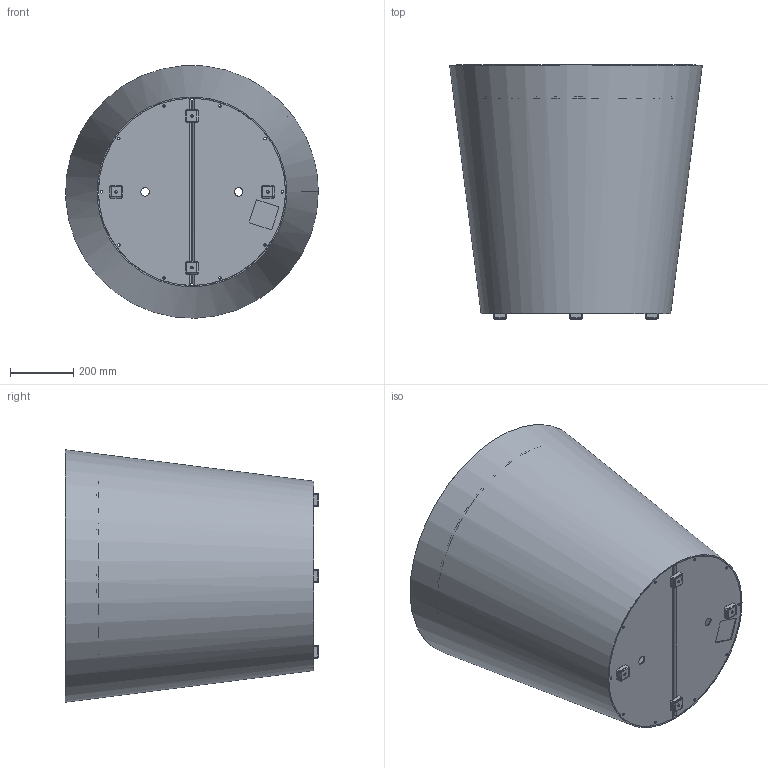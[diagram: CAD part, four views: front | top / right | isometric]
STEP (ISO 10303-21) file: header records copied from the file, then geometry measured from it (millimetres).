
FILE_DESCRIPTION (( 'STEP AP214' ), '1' );
FILE_NAME ('VAZA VSA2 Ø800x800.STEP', '2021-09-14T12:17:12', ( '' ), ( '' ), 'SwSTEP 2.0', 'SolidWorks 2021', '' );
FILE_SCHEMA (( 'AUTOMOTIVE_DESIGN' ));
Length unit declared in the file: millimetre
Products named in the file (8): VAZA VSA2 Bottom sinkhole; VAZA VSA2 Feet; VAZA VSA2 Lifting strip_Domyslna; VAZA VSA2 Reinforcement; VAZA VSA2 Bottom; VAZA VSA2  Ø800x800; VAZA VSA2 Sinkhole cover; VAZA VSA2 wall 4mm
Assembly tree (14 placements, depth 2):
  VAZA VSA2  Ø800x800
    VAZA VSA2 wall 4mm
    VAZA VSA2 Bottom sinkhole
    VAZA VSA2 Bottom
    VAZA VSA2 Feet  x4
    VAZA VSA2 Lifting strip_Domyslna  x4
    VAZA VSA2 Sinkhole cover
    VAZA VSA2 Reinforcement  x2
Bounding box: 799.51 x 803.51 x 798.78 mm (x, y, z)
Volume: 8850284.2 mm3; surface area: 4404539.5 mm2
Topology: 14 solids, 14 shells, 311 faces, 705 edges, 422 vertices
Faces by surface type: plane 145, cylinder 125, bspline 41
Entity records: 6121 total; most frequent: CARTESIAN_POINT 2436, DIRECTION 695, ORIENTED_EDGE 678, EDGE_CURVE 339, AXIS2_PLACEMENT_3D 257, VERTEX_POINT 210, VECTOR 181, LINE 181
